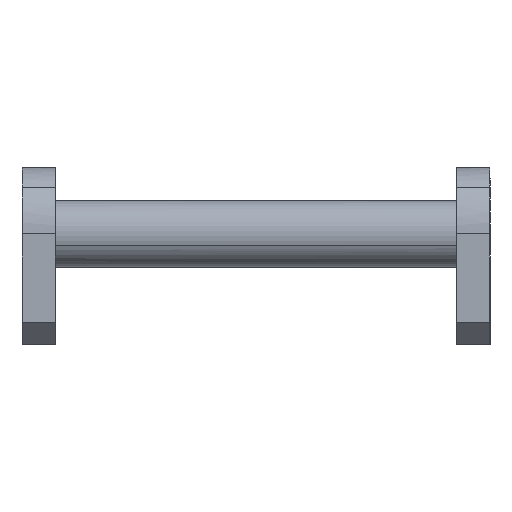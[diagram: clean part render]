
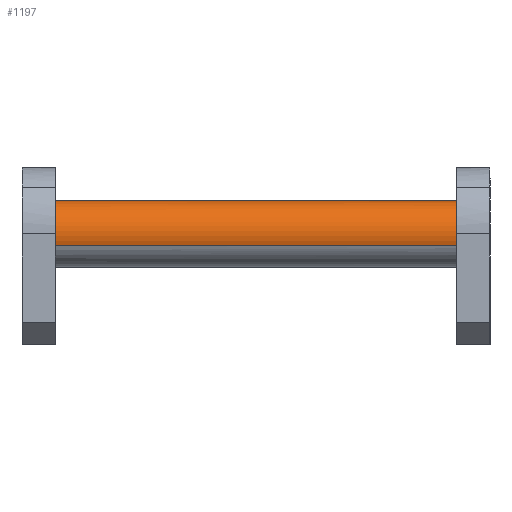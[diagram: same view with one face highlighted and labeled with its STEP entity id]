
A CAD part, left-side view. The second image highlights one B-rep face of the part: STEP entity #1197.
In plain terms, the highlighted free-form (B-spline) face has degree [2, 1] with [5, 2] control points.
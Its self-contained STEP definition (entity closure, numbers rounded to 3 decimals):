
#795 = EDGE_CURVE('',#796,#798,#800,.T.);
#796 = VERTEX_POINT('',#797);
#797 = CARTESIAN_POINT('',(-163.324,114.924,
    25.197));
#798 = VERTEX_POINT('',#799);
#799 = CARTESIAN_POINT('',(-163.324,-114.924,
    25.197));
#800 = B_SPLINE_CURVE_WITH_KNOTS('',1,(#801,#802),.UNSPECIFIED.,.F.,.F.,
  (2,2),(-91.,91.),.PIECEWISE_BEZIER_KNOTS.);
#801 = CARTESIAN_POINT('',(-163.324,114.924,
    25.197));
#802 = CARTESIAN_POINT('',(-163.324,-114.924,
    25.197));
#805 = VERTEX_POINT('',#806);
#806 = CARTESIAN_POINT('',(-127.648,114.924,
    37.948));
#814 = EDGE_CURVE('',#815,#805,#817,.T.);
#815 = VERTEX_POINT('',#816);
#816 = CARTESIAN_POINT('',(-127.648,-114.924,
    37.948));
#817 = B_SPLINE_CURVE_WITH_KNOTS('',1,(#818,#819),.UNSPECIFIED.,.F.,.F.,
  (2,2),(-91.,91.),.PIECEWISE_BEZIER_KNOTS.);
#818 = CARTESIAN_POINT('',(-127.648,-114.924,
    37.948));
#819 = CARTESIAN_POINT('',(-127.648,114.924,
    37.948));
#1147 = EDGE_CURVE('',#1148,#815,#1150,.T.);
#1148 = VERTEX_POINT('',#1149);
#1149 = CARTESIAN_POINT('',(-161.904,-114.924,
    41.023));
#1150 = ( BOUNDED_CURVE() B_SPLINE_CURVE(2,(#1151,#1152,#1153),
.UNSPECIFIED.,.F.,.F.) B_SPLINE_CURVE_WITH_KNOTS((3,3),(0.866,
3.142),.PIECEWISE_BEZIER_KNOTS.) CURVE() 
GEOMETRIC_REPRESENTATION_ITEM() RATIONAL_B_SPLINE_CURVE((1.,
0.419,1.)) REPRESENTATION_ITEM('') );
#1151 = CARTESIAN_POINT('',(-161.904,-114.924,
    41.023));
#1152 = CARTESIAN_POINT('',(-141.448,-114.924,
    76.558));
#1153 = CARTESIAN_POINT('',(-127.648,-114.924,
    37.948));
#1155 = EDGE_CURVE('',#798,#1148,#1156,.T.);
#1156 = ( BOUNDED_CURVE() B_SPLINE_CURVE(2,(#1157,#1158,#1159),
.UNSPECIFIED.,.F.,.F.) B_SPLINE_CURVE_WITH_KNOTS((3,3),(0.,
0.866),.PIECEWISE_BEZIER_KNOTS.) CURVE() 
GEOMETRIC_REPRESENTATION_ITEM() RATIONAL_B_SPLINE_CURVE((1.,
0.908,1.)) REPRESENTATION_ITEM('') );
#1157 = CARTESIAN_POINT('',(-163.324,-114.924,
    25.197));
#1158 = CARTESIAN_POINT('',(-166.27,-114.924,
    33.438));
#1159 = CARTESIAN_POINT('',(-161.904,-114.924,
    41.023));
#1174 = EDGE_CURVE('',#1175,#796,#1177,.T.);
#1175 = VERTEX_POINT('',#1176);
#1176 = CARTESIAN_POINT('',(-161.904,114.924,
    41.023));
#1177 = ( BOUNDED_CURVE() B_SPLINE_CURVE(2,(#1178,#1179,#1180),
.UNSPECIFIED.,.F.,.F.) B_SPLINE_CURVE_WITH_KNOTS((3,3),(5.418,
6.283),.PIECEWISE_BEZIER_KNOTS.) CURVE() 
GEOMETRIC_REPRESENTATION_ITEM() RATIONAL_B_SPLINE_CURVE((1.,
0.908,1.)) REPRESENTATION_ITEM('') );
#1178 = CARTESIAN_POINT('',(-161.904,114.924,
    41.023));
#1179 = CARTESIAN_POINT('',(-166.27,114.924,
    33.438));
#1180 = CARTESIAN_POINT('',(-163.324,114.924,
    25.197));
#1182 = EDGE_CURVE('',#805,#1175,#1183,.T.);
#1183 = ( BOUNDED_CURVE() B_SPLINE_CURVE(2,(#1184,#1185,#1186),
.UNSPECIFIED.,.F.,.F.) B_SPLINE_CURVE_WITH_KNOTS((3,3),(3.142,
5.418),.PIECEWISE_BEZIER_KNOTS.) CURVE() 
GEOMETRIC_REPRESENTATION_ITEM() RATIONAL_B_SPLINE_CURVE((1.,
0.419,1.)) REPRESENTATION_ITEM('') );
#1184 = CARTESIAN_POINT('',(-127.648,114.924,
    37.948));
#1185 = CARTESIAN_POINT('',(-141.448,114.924,
    76.558));
#1186 = CARTESIAN_POINT('',(-161.904,114.924,
    41.023));
#1197 = ADVANCED_FACE('',(#1198),#1206,.T.);
#1198 = FACE_BOUND('',#1199,.T.);
#1199 = EDGE_LOOP('',(#1200,#1201,#1202,#1203,#1204,#1205));
#1200 = ORIENTED_EDGE('',*,*,#795,.T.);
#1201 = ORIENTED_EDGE('',*,*,#1155,.T.);
#1202 = ORIENTED_EDGE('',*,*,#1147,.T.);
#1203 = ORIENTED_EDGE('',*,*,#814,.T.);
#1204 = ORIENTED_EDGE('',*,*,#1182,.T.);
#1205 = ORIENTED_EDGE('',*,*,#1174,.T.);
#1206 = ( BOUNDED_SURFACE() B_SPLINE_SURFACE(2,1,(
    (#1207,#1208)
    ,(#1209,#1210)
    ,(#1211,#1212)
    ,(#1213,#1214)
    ,(#1215,#1216
)),.UNSPECIFIED.,.F.,.F.,.F.) B_SPLINE_SURFACE_WITH_KNOTS((3,2,3),(2,2),
  (3.142,4.712,6.283),(-91.,91.),
.PIECEWISE_BEZIER_KNOTS.) GEOMETRIC_REPRESENTATION_ITEM() 
RATIONAL_B_SPLINE_SURFACE((
    (1.,1.)
    ,(0.707,0.707)
    ,(1.,1.)
    ,(0.707,0.707)
,(1.,1.))) REPRESENTATION_ITEM('') SURFACE() );
#1207 = CARTESIAN_POINT('',(-127.648,114.924,
    37.948));
#1208 = CARTESIAN_POINT('',(-127.648,-114.924,
    37.948));
#1209 = CARTESIAN_POINT('',(-134.024,114.924,
    55.787));
#1210 = CARTESIAN_POINT('',(-134.024,-114.924,
    55.787));
#1211 = CARTESIAN_POINT('',(-151.862,114.924,
    49.411));
#1212 = CARTESIAN_POINT('',(-151.862,-114.924,
    49.411));
#1213 = CARTESIAN_POINT('',(-169.7,114.924,
    43.035));
#1214 = CARTESIAN_POINT('',(-169.7,-114.924,
    43.035));
#1215 = CARTESIAN_POINT('',(-163.324,114.924,
    25.197));
#1216 = CARTESIAN_POINT('',(-163.324,-114.924,
    25.197));
